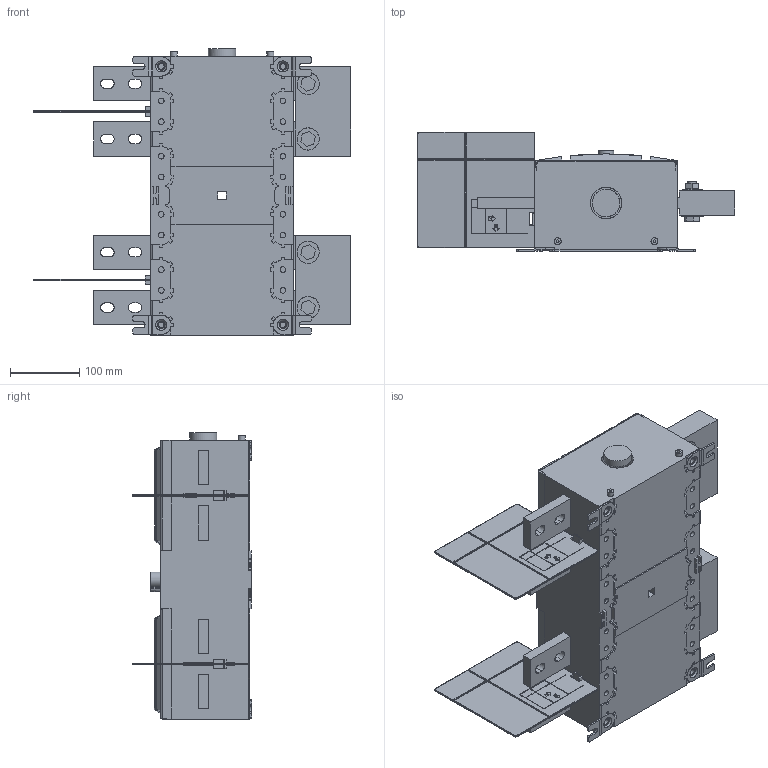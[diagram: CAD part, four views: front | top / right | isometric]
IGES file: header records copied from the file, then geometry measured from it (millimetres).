
Global section: file name: otdc800-1600_22_sc-6ab_palikka.igs; preprocessor: I-DEAS 3D IGES Translator 15; date: 20151106.090601; units: millimetre
Bounding box: 459 x 172.5 x 414.5 mm (x, y, z)
Volume: 39155.3 mm3; surface area: 812696.5 mm2
Topology: 3 solids, 3 shells, 2036 faces, 11832 edges, 12199 vertices
Faces by surface type: bspline 2036
